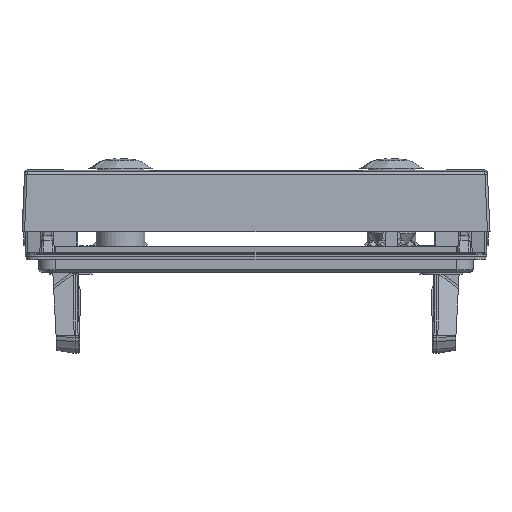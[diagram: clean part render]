
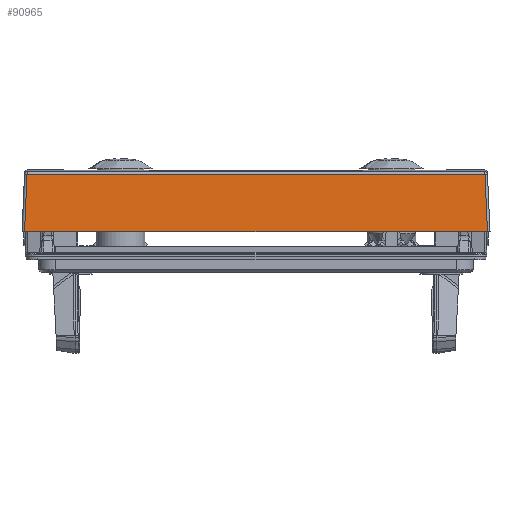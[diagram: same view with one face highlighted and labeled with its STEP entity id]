
A CAD part, front view. The second image highlights one B-rep face of the part: STEP entity #90965.
In plain terms, the highlighted face is planar.
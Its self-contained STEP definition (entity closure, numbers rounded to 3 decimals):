
#82494=CARTESIAN_POINT('',(-27.5,0.602,27.3));
#82511=CARTESIAN_POINT('',(27.5,0.602,27.3));
#82568=DIRECTION('',(-0.044,-0.998,0.044));
#82569=VECTOR('',#82568,6.834);
#82570=CARTESIAN_POINT('',(-27.202,7.423,
27.002));
#82571=LINE('10657',#82570,#82569);
#82575=DIRECTION('',(-1.,0.,0.));
#82576=VECTOR('',#82575,54.405);
#82577=CARTESIAN_POINT('',(27.202,7.423,27.002));
#82578=LINE('12277',#82577,#82576);
#82582=DIRECTION('',(0.044,-0.998,0.044));
#82583=VECTOR('',#82582,6.834);
#82584=CARTESIAN_POINT('',(27.202,7.423,27.002));
#82585=LINE('10658',#82584,#82583);
#82589=DIRECTION('',(1.,0.,0.));
#82590=VECTOR('',#82589,55.001);
#82591=CARTESIAN_POINT('',(-27.5,0.602,27.3));
#82592=LINE('10642',#82591,#82590);
#88281=VERTEX_POINT('',#82494);
#88284=VERTEX_POINT('',#82511);
#88291=CARTESIAN_POINT('',(-27.202,7.423,
27.002));
#88292=VERTEX_POINT('',#88291);
#88293=CARTESIAN_POINT('',(27.202,7.423,27.002));
#88294=VERTEX_POINT('',#88293);
#90953=CARTESIAN_POINT('',(-28.92,0.602,27.3));
#90954=DIRECTION('',(0.,0.044,0.999));
#90955=DIRECTION('',(-1.,0.,0.));
#90956=AXIS2_PLACEMENT_3D('',#90953,#90954,#90955);
#90957=PLANE('10413',#90956);
#90958=ORIENTED_EDGE('10657',*,*,#90921,.F.);
#90959=ORIENTED_EDGE('12277',*,*,#90944,.F.);
#90961=ORIENTED_EDGE('10658',*,*,#90960,.T.);
#90962=ORIENTED_EDGE('10642',*,*,#90893,.F.);
#90963=EDGE_LOOP('10413',(#90958,#90959,#90961,#90962));
#90964=FACE_OUTER_BOUND('10413',#90963,.F.);
#90893=EDGE_CURVE('10642',#88281,#88284,#82592,.T.);
#90921=EDGE_CURVE('10657',#88292,#88281,#82571,.T.);
#90944=EDGE_CURVE('12277',#88294,#88292,#82578,.T.);
#90960=EDGE_CURVE('10658',#88294,#88284,#82585,.T.);
#90965=ADVANCED_FACE('10413',(#90964),#90957,.T.);
